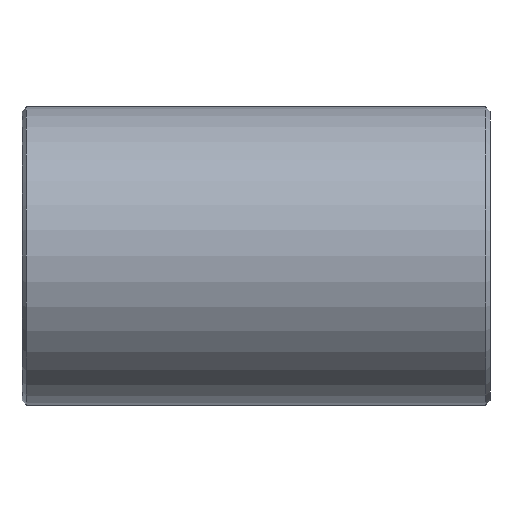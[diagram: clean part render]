
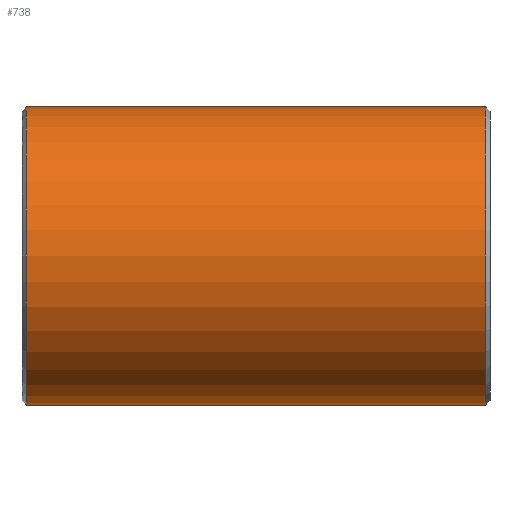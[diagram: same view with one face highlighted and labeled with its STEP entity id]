
A CAD part, front view. The second image highlights one B-rep face of the part: STEP entity #738.
In plain terms, the highlighted cylindrical face has radius 161.925 mm (diameter 323.85 mm), a partial arc.
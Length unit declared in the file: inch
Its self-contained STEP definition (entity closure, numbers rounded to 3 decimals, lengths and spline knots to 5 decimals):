
#31 = DIRECTION ( 'NONE',  ( 0., 0., 1. ) ) ;
#41 = ORIENTED_EDGE ( 'NONE', *, *, #646, .T. ) ;
#80 = EDGE_CURVE ( 'NONE', #109, #525, #520, .T. ) ;
#84 = DIRECTION ( 'NONE',  ( 1., 0., 0. ) ) ;
#109 = VERTEX_POINT ( 'NONE', #122 ) ;
#122 = CARTESIAN_POINT ( 'NONE',  ( 9.81267, 0., 6.375 ) ) ;
#141 = EDGE_LOOP ( 'NONE', ( #810, #366, #396, #41 ) ) ;
#149 = VECTOR ( 'NONE', #302, 39.37008 ) ;
#227 = EDGE_CURVE ( 'NONE', #658, #614, #728, .T. ) ;
#255 = EDGE_CURVE ( 'NONE', #658, #109, #811, .T. ) ;
#259 = AXIS2_PLACEMENT_3D ( 'NONE', #669, #307, #430 ) ;
#270 = DIRECTION ( 'NONE',  ( 0., 0., 1. ) ) ;
#293 = CARTESIAN_POINT ( 'NONE',  ( 10., 0., -6.375 ) ) ;
#302 = DIRECTION ( 'NONE',  ( -1., 0., 0. ) ) ;
#307 = DIRECTION ( 'NONE',  ( -1., 0., 0. ) ) ;
#314 = DIRECTION ( 'NONE',  ( -1., 0., 0. ) ) ;
#319 = CARTESIAN_POINT ( 'NONE',  ( -9.81267, 0., -6.375 ) ) ;
#334 = DIRECTION ( 'NONE',  ( -1., 0., 0. ) ) ;
#340 = CYLINDRICAL_SURFACE ( 'NONE', #641, 6.375 ) ;
#366 = ORIENTED_EDGE ( 'NONE', *, *, #255, .T. ) ;
#396 = ORIENTED_EDGE ( 'NONE', *, *, #80, .T. ) ;
#430 = DIRECTION ( 'NONE',  ( 0., 0., -1. ) ) ;
#457 = CARTESIAN_POINT ( 'NONE',  ( 9.81267, 0., -6.375 ) ) ;
#460 = CARTESIAN_POINT ( 'NONE',  ( 10., 0., 0. ) ) ;
#520 = LINE ( 'NONE', #580, #665 ) ;
#525 = VERTEX_POINT ( 'NONE', #825 ) ;
#579 = CARTESIAN_POINT ( 'NONE',  ( -9.81267, 0., 0. ) ) ;
#580 = CARTESIAN_POINT ( 'NONE',  ( 10., 0., 6.375 ) ) ;
#614 = VERTEX_POINT ( 'NONE', #319 ) ;
#641 = AXIS2_PLACEMENT_3D ( 'NONE', #460, #334, #31 ) ;
#646 = EDGE_CURVE ( 'NONE', #525, #614, #670, .T. ) ;
#658 = VERTEX_POINT ( 'NONE', #457 ) ;
#665 = VECTOR ( 'NONE', #314, 39.37008 ) ;
#669 = CARTESIAN_POINT ( 'NONE',  ( 9.81267, 0., 0. ) ) ;
#670 = CIRCLE ( 'NONE', #774, 6.375 ) ;
#728 = LINE ( 'NONE', #293, #149 ) ;
#738 = ADVANCED_FACE ( 'NONE', ( #785 ), #340, .T. ) ;
#774 = AXIS2_PLACEMENT_3D ( 'NONE', #579, #84, #270 ) ;
#785 = FACE_OUTER_BOUND ( 'NONE', #141, .T. ) ;
#810 = ORIENTED_EDGE ( 'NONE', *, *, #227, .F. ) ;
#811 = CIRCLE ( 'NONE', #259, 6.375 ) ;
#825 = CARTESIAN_POINT ( 'NONE',  ( -9.81267, 0., 6.375 ) ) ;
